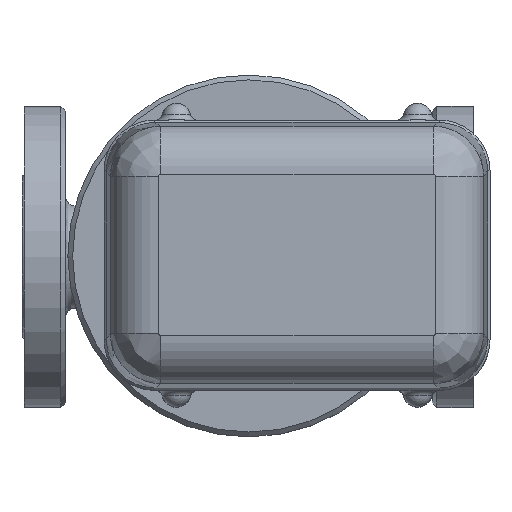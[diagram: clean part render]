
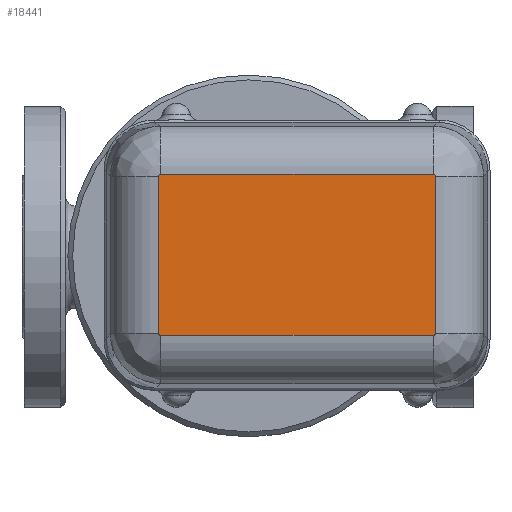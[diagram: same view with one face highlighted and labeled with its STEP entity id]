
A CAD part, top view. The second image highlights one B-rep face of the part: STEP entity #18441.
In plain terms, the highlighted planar face has unit normal (0, 0, 1).
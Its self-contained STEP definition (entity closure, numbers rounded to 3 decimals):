
#532=LINE('',#27970,#1607);
#534=LINE('',#28126,#1609);
#535=LINE('',#28131,#1610);
#537=LINE('',#28293,#1612);
#1607=VECTOR('',#22092,113.105);
#1609=VECTOR('',#22102,65.105);
#1610=VECTOR('',#22107,65.105);
#1612=VECTOR('',#22115,113.105);
#2629=B_SPLINE_CURVE_WITH_KNOTS('',3,(#28028,#28029,#28030,#28031,#28032,
#28033,#28034,#28035),.UNSPECIFIED.,.F.,.F.,(4,1,1,1,1,4),(0.,0.017,
0.034,0.069,0.103,0.12),
 .UNSPECIFIED.);
#2631=B_SPLINE_CURVE_WITH_KNOTS('',3,(#28105,#28106,#28107,#28108,#28109,
#28110,#28111,#28112),.UNSPECIFIED.,.F.,.F.,(4,1,1,1,1,4),(0.,0.017,
0.052,0.086,0.103,0.12),
 .UNSPECIFIED.);
#2633=B_SPLINE_CURVE_WITH_KNOTS('',3,(#28190,#28191,#28192,#28193,#28194,
#28195,#28196,#28197),.UNSPECIFIED.,.F.,.F.,(4,1,1,1,1,4),(0.,0.017,
0.034,0.069,0.103,0.12),
 .UNSPECIFIED.);
#2635=B_SPLINE_CURVE_WITH_KNOTS('',3,(#28274,#28275,#28276,#28277,#28278,
#28279,#28280,#28281,#28282),.UNSPECIFIED.,.F.,.F.,(4,1,1,1,1,1,4),(0.,
0.017,0.034,0.052,0.069,
0.103,0.12),.UNSPECIFIED.);
#4026=FACE_OUTER_BOUND('',#5307,.T.);
#5307=EDGE_LOOP('',(#12660,#12661,#12662,#12663,#12664,#12665,#12666,#12667));
#7868=VERTEX_POINT('',#27963);
#7871=VERTEX_POINT('',#27968);
#7872=VERTEX_POINT('',#28027);
#7875=VERTEX_POINT('',#28103);
#7876=VERTEX_POINT('',#28122);
#7879=VERTEX_POINT('',#28129);
#7880=VERTEX_POINT('',#28189);
#7883=VERTEX_POINT('',#28272);
#9693=EDGE_CURVE('',#7871,#7868,#532,.T.);
#9694=EDGE_CURVE('',#7868,#7872,#2629,.T.);
#9698=EDGE_CURVE('',#7875,#7871,#2631,.T.);
#9702=EDGE_CURVE('',#7872,#7876,#534,.T.);
#9704=EDGE_CURVE('',#7879,#7875,#535,.T.);
#9706=EDGE_CURVE('',#7876,#7880,#2633,.T.);
#9710=EDGE_CURVE('',#7883,#7879,#2635,.T.);
#9712=EDGE_CURVE('',#7880,#7883,#537,.T.);
#12660=ORIENTED_EDGE('',*,*,#9693,.F.);
#12661=ORIENTED_EDGE('',*,*,#9698,.F.);
#12662=ORIENTED_EDGE('',*,*,#9704,.F.);
#12663=ORIENTED_EDGE('',*,*,#9710,.F.);
#12664=ORIENTED_EDGE('',*,*,#9712,.F.);
#12665=ORIENTED_EDGE('',*,*,#9706,.F.);
#12666=ORIENTED_EDGE('',*,*,#9702,.F.);
#12667=ORIENTED_EDGE('',*,*,#9694,.F.);
#17888=PLANE('',#19781);
#18441=ADVANCED_FACE('',(#4026),#17888,.T.);
#19781=AXIS2_PLACEMENT_3D('',#28373,#22130,#22131);
#22092=DIRECTION('',(-1.,0.,0.));
#22102=DIRECTION('',(0.,1.,0.));
#22107=DIRECTION('',(0.,-1.,0.));
#22115=DIRECTION('',(1.,0.,0.));
#22130=DIRECTION('center_axis',(0.,0.,
1.));
#22131=DIRECTION('ref_axis',(1.,0.,0.));
#27963=CARTESIAN_POINT('',(-36.552,-33.324,554.5));
#27968=CARTESIAN_POINT('',(76.552,-33.324,554.5));
#27970=CARTESIAN_POINT('',(-9.5,-33.324,554.5));
#28027=CARTESIAN_POINT('',(-37.324,-32.552,554.5));
#28028=CARTESIAN_POINT('Ctrl Pts',(-36.552,-33.324,
554.5));
#28029=CARTESIAN_POINT('Ctrl Pts',(-36.61,-33.324,
554.5));
#28030=CARTESIAN_POINT('Ctrl Pts',(-36.726,-33.311,
554.5));
#28031=CARTESIAN_POINT('Ctrl Pts',(-36.944,-33.233,
554.5));
#28032=CARTESIAN_POINT('Ctrl Pts',(-37.175,-33.048,
554.5));
#28033=CARTESIAN_POINT('Ctrl Pts',(-37.305,-32.782,
554.5));
#28034=CARTESIAN_POINT('Ctrl Pts',(-37.324,-32.61,
554.5));
#28035=CARTESIAN_POINT('Ctrl Pts',(-37.324,-32.552,
554.5));
#28103=CARTESIAN_POINT('',(77.324,-32.552,554.5));
#28105=CARTESIAN_POINT('Ctrl Pts',(77.324,-32.552,554.5));
#28106=CARTESIAN_POINT('Ctrl Pts',(77.324,-32.61,554.5));
#28107=CARTESIAN_POINT('Ctrl Pts',(77.305,-32.782,554.5));
#28108=CARTESIAN_POINT('Ctrl Pts',(77.175,-33.048,554.5));
#28109=CARTESIAN_POINT('Ctrl Pts',(76.944,-33.233,554.5));
#28110=CARTESIAN_POINT('Ctrl Pts',(76.726,-33.311,554.5));
#28111=CARTESIAN_POINT('Ctrl Pts',(76.61,-33.324,554.5));
#28112=CARTESIAN_POINT('Ctrl Pts',(76.552,-33.324,554.5));
#28122=CARTESIAN_POINT('',(-37.324,32.552,554.5));
#28126=CARTESIAN_POINT('',(-37.324,17.5,554.5));
#28129=CARTESIAN_POINT('',(77.324,32.552,554.5));
#28131=CARTESIAN_POINT('',(77.324,-17.5,554.5));
#28189=CARTESIAN_POINT('',(-36.552,33.324,554.5));
#28190=CARTESIAN_POINT('Ctrl Pts',(-37.324,32.552,554.5));
#28191=CARTESIAN_POINT('Ctrl Pts',(-37.324,32.61,554.5));
#28192=CARTESIAN_POINT('Ctrl Pts',(-37.311,32.726,554.5));
#28193=CARTESIAN_POINT('Ctrl Pts',(-37.233,32.944,554.5));
#28194=CARTESIAN_POINT('Ctrl Pts',(-37.048,33.175,554.5));
#28195=CARTESIAN_POINT('Ctrl Pts',(-36.782,33.305,554.5));
#28196=CARTESIAN_POINT('Ctrl Pts',(-36.61,33.324,554.5));
#28197=CARTESIAN_POINT('Ctrl Pts',(-36.552,33.324,554.5));
#28272=CARTESIAN_POINT('',(76.552,33.324,554.5));
#28274=CARTESIAN_POINT('Ctrl Pts',(76.552,33.324,554.5));
#28275=CARTESIAN_POINT('Ctrl Pts',(76.61,33.324,554.5));
#28276=CARTESIAN_POINT('Ctrl Pts',(76.725,33.311,554.5));
#28277=CARTESIAN_POINT('Ctrl Pts',(76.888,33.253,554.5));
#28278=CARTESIAN_POINT('Ctrl Pts',(77.036,33.159,554.5));
#28279=CARTESIAN_POINT('Ctrl Pts',(77.2,32.996,554.5));
#28280=CARTESIAN_POINT('Ctrl Pts',(77.304,32.783,554.5));
#28281=CARTESIAN_POINT('Ctrl Pts',(77.324,32.61,554.5));
#28282=CARTESIAN_POINT('Ctrl Pts',(77.324,32.552,554.5));
#28293=CARTESIAN_POINT('',(49.5,33.324,554.5));
#28373=CARTESIAN_POINT('Origin',(20.,0.,554.5));
